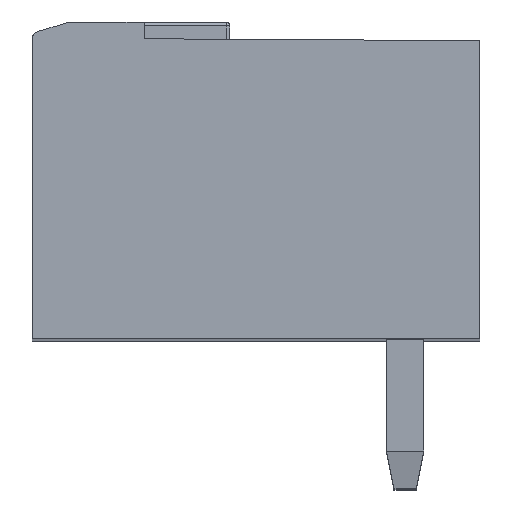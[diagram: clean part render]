
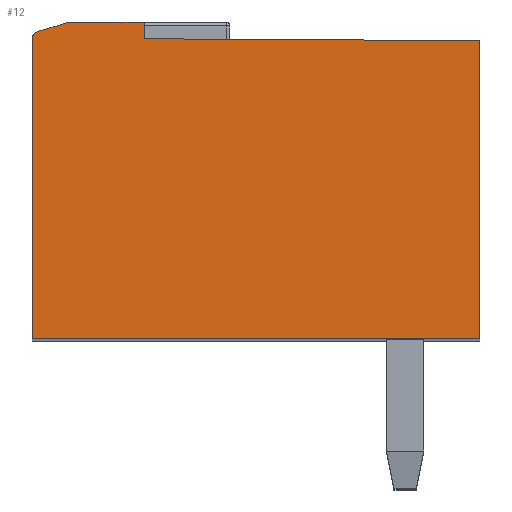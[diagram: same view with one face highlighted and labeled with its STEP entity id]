
A CAD part, top view. The second image highlights one B-rep face of the part: STEP entity #12.
In plain terms, the highlighted planar face has unit normal (0, 0, 1).
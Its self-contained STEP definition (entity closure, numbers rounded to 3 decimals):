
#12 = ADVANCED_FACE ( 'NONE', ( #9297 ), #2538, .T. ) ;
#254 = VECTOR ( 'NONE', #4503, 1000. ) ;
#340 = LINE ( 'NONE', #9204, #3013 ) ;
#408 = EDGE_CURVE ( 'NONE', #9016, #5929, #6415, .T. ) ;
#834 = VERTEX_POINT ( 'NONE', #2154 ) ;
#1184 = CARTESIAN_POINT ( 'NONE',  ( 9.1, 8.5, 28.74 ) ) ;
#1523 = ORIENTED_EDGE ( 'NONE', *, *, #5326, .F. ) ;
#1537 = CARTESIAN_POINT ( 'NONE',  ( 9.1, 8.051, 28.74 ) ) ;
#1561 = VERTEX_POINT ( 'NONE', #7401 ) ;
#1576 = VERTEX_POINT ( 'NONE', #8914 ) ;
#1583 = CARTESIAN_POINT ( 'NONE',  ( 8.9, 0., 28.74 ) ) ;
#1956 = LINE ( 'NONE', #1184, #2921 ) ;
#2024 = CARTESIAN_POINT ( 'NONE',  ( 11.9, 8.05, 28.74 ) ) ;
#2123 = EDGE_CURVE ( 'NONE', #834, #5461, #1956, .T. ) ;
#2124 = DIRECTION ( 'NONE',  ( 0., -1., 0. ) ) ;
#2154 = CARTESIAN_POINT ( 'NONE',  ( 9.9, 8.5, 28.74 ) ) ;
#2160 = CARTESIAN_POINT ( 'NONE',  ( 9.043, 8.243, 28.74 ) ) ;
#2164 = ORIENTED_EDGE ( 'NONE', *, *, #7255, .F. ) ;
#2217 = AXIS2_PLACEMENT_3D ( 'NONE', #1537, #2963, #8308 ) ;
#2252 = ORIENTED_EDGE ( 'NONE', *, *, #408, .F. ) ;
#2538 = PLANE ( 'NONE',  #3409 ) ;
#2917 = CARTESIAN_POINT ( 'NONE',  ( 8.9, 8.036, 28.74 ) ) ;
#2921 = VECTOR ( 'NONE', #4400, 1000. ) ;
#2963 = DIRECTION ( 'NONE',  ( 0., 0., 1. ) ) ;
#3013 = VECTOR ( 'NONE', #5491, 1000. ) ;
#3293 = CARTESIAN_POINT ( 'NONE',  ( 11.9, 8.05, 28.74 ) ) ;
#3409 = AXIS2_PLACEMENT_3D ( 'NONE', #4130, #4808, #5537 ) ;
#3713 = VECTOR ( 'NONE', #4823, 1000. ) ;
#3864 = ORIENTED_EDGE ( 'NONE', *, *, #6912, .F. ) ;
#3879 = DIRECTION ( 'NONE',  ( 0., -1., 0. ) ) ;
#3946 = CARTESIAN_POINT ( 'NONE',  ( 8.9, 8.2, 28.74 ) ) ;
#4130 = CARTESIAN_POINT ( 'NONE',  ( 9.1, 8.036, 28.74 ) ) ;
#4163 = CARTESIAN_POINT ( 'NONE',  ( 20.9, 8.036, 28.74 ) ) ;
#4167 = ORIENTED_EDGE ( 'NONE', *, *, #5024, .T. ) ;
#4400 = DIRECTION ( 'NONE',  ( 1., 0., 0. ) ) ;
#4484 = CARTESIAN_POINT ( 'NONE',  ( 20.9, 8., 28.74 ) ) ;
#4503 = DIRECTION ( 'NONE',  ( -1., 0., 0. ) ) ;
#4808 = DIRECTION ( 'NONE',  ( 0., 0., 1. ) ) ;
#4823 = DIRECTION ( 'NONE',  ( 0.958, 0.287, 0. ) ) ;
#4833 = EDGE_CURVE ( 'NONE', #5461, #9717, #8795, .T. ) ;
#5024 = EDGE_CURVE ( 'NONE', #6154, #1561, #6630, .T. ) ;
#5326 = EDGE_CURVE ( 'NONE', #9717, #9016, #340, .T. ) ;
#5461 = VERTEX_POINT ( 'NONE', #8757 ) ;
#5491 = DIRECTION ( 'NONE',  ( 1., -0.006, 0. ) ) ;
#5503 = LINE ( 'NONE', #3946, #3713 ) ;
#5537 = DIRECTION ( 'NONE',  ( -1., 0., 0. ) ) ;
#5761 = ORIENTED_EDGE ( 'NONE', *, *, #4833, .F. ) ;
#5929 = VERTEX_POINT ( 'NONE', #7699 ) ;
#6154 = VERTEX_POINT ( 'NONE', #2160 ) ;
#6415 = LINE ( 'NONE', #4163, #6954 ) ;
#6630 = CIRCLE ( 'NONE', #2217, 0.2 ) ;
#6912 = EDGE_CURVE ( 'NONE', #5929, #1576, #8258, .T. ) ;
#6954 = VECTOR ( 'NONE', #3879, 1000. ) ;
#7053 = ORIENTED_EDGE ( 'NONE', *, *, #8753, .F. ) ;
#7255 = EDGE_CURVE ( 'NONE', #6154, #834, #5503, .T. ) ;
#7273 = ORIENTED_EDGE ( 'NONE', *, *, #2123, .F. ) ;
#7401 = CARTESIAN_POINT ( 'NONE',  ( 8.9, 8.051, 28.74 ) ) ;
#7699 = CARTESIAN_POINT ( 'NONE',  ( 20.9, 0., 28.74 ) ) ;
#8258 = LINE ( 'NONE', #1583, #254 ) ;
#8308 = DIRECTION ( 'NONE',  ( -1., 0., 0. ) ) ;
#8694 = VECTOR ( 'NONE', #2124, 1000. ) ;
#8753 = EDGE_CURVE ( 'NONE', #1576, #1561, #8987, .T. ) ;
#8757 = CARTESIAN_POINT ( 'NONE',  ( 11.9, 8.5, 28.74 ) ) ;
#8795 = LINE ( 'NONE', #2024, #8694 ) ;
#8914 = CARTESIAN_POINT ( 'NONE',  ( 8.9, 0., 28.74 ) ) ;
#8987 = LINE ( 'NONE', #2917, #9574 ) ;
#9016 = VERTEX_POINT ( 'NONE', #4484 ) ;
#9093 = EDGE_LOOP ( 'NONE', ( #1523, #5761, #7273, #2164, #4167, #7053, #3864, #2252 ) ) ;
#9204 = CARTESIAN_POINT ( 'NONE',  ( 11.9, 8.05, 28.74 ) ) ;
#9271 = DIRECTION ( 'NONE',  ( 0., 1., 0. ) ) ;
#9297 = FACE_OUTER_BOUND ( 'NONE', #9093, .T. ) ;
#9574 = VECTOR ( 'NONE', #9271, 1000. ) ;
#9717 = VERTEX_POINT ( 'NONE', #3293 ) ;
